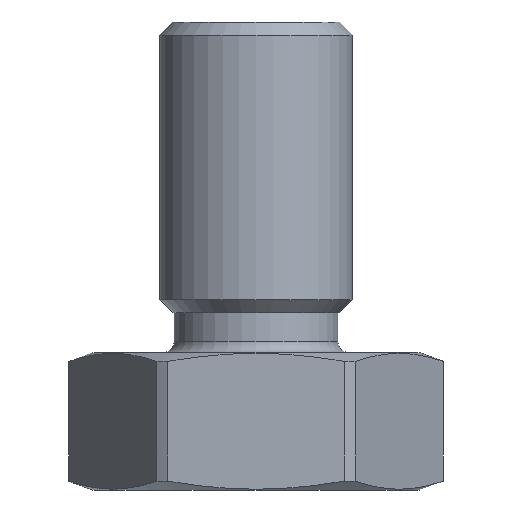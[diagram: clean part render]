
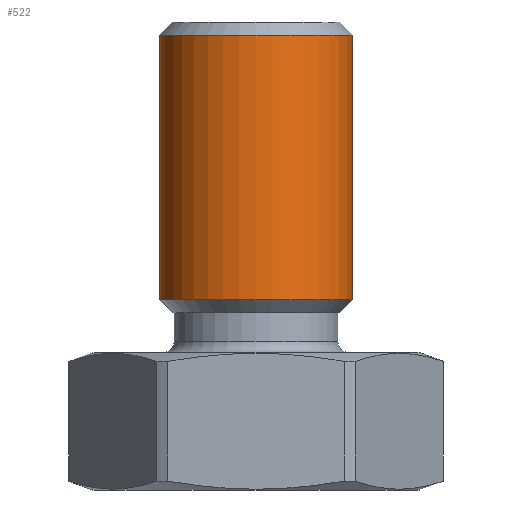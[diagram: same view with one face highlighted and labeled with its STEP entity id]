
A CAD part, front view. The second image highlights one B-rep face of the part: STEP entity #522.
In plain terms, the highlighted cylindrical face has radius 5.556 mm (diameter 11.112 mm), a full revolution.
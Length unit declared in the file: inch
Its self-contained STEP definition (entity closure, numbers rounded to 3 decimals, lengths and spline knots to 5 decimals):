
#48=CYLINDRICAL_SURFACE('',#575,0.21875);
#59=FACE_OUTER_BOUND('',#90,.T.);
#90=EDGE_LOOP('',(#357,#358,#359,#360));
#125=LINE('',#847,#145);
#145=VECTOR('',#666,0.21875);
#164=CIRCLE('',#573,0.21875);
#166=CIRCLE('',#576,0.21875);
#214=VERTEX_POINT('',#839);
#216=VERTEX_POINT('',#845);
#271=EDGE_CURVE('',#214,#214,#164,.T.);
#274=EDGE_CURVE('',#216,#216,#166,.T.);
#275=EDGE_CURVE('',#216,#214,#125,.T.);
#357=ORIENTED_EDGE('',*,*,#274,.F.);
#358=ORIENTED_EDGE('',*,*,#275,.T.);
#359=ORIENTED_EDGE('',*,*,#271,.F.);
#360=ORIENTED_EDGE('',*,*,#275,.F.);
#522=ADVANCED_FACE('',(#59),#48,.T.);
#573=AXIS2_PLACEMENT_3D('',#840,#657,#658);
#575=AXIS2_PLACEMENT_3D('',#844,#662,#663);
#576=AXIS2_PLACEMENT_3D('',#846,#664,#665);
#657=DIRECTION('center_axis',(0.,0.,1.));
#658=DIRECTION('ref_axis',(-1.,0.,0.));
#662=DIRECTION('center_axis',(0.,0.,-1.));
#663=DIRECTION('ref_axis',(-1.,0.,0.));
#664=DIRECTION('center_axis',(0.,0.,-1.));
#665=DIRECTION('ref_axis',(-1.,0.,0.));
#666=DIRECTION('',(0.,0.,1.));
#839=CARTESIAN_POINT('',(0.21875,0.,1.032));
#840=CARTESIAN_POINT('Origin',(0.,0.,1.032));
#844=CARTESIAN_POINT('Origin',(0.,0.,1.062));
#845=CARTESIAN_POINT('',(0.21875,0.,0.432));
#846=CARTESIAN_POINT('Origin',(0.,0.,0.432));
#847=CARTESIAN_POINT('',(0.21875,0.,1.062));
